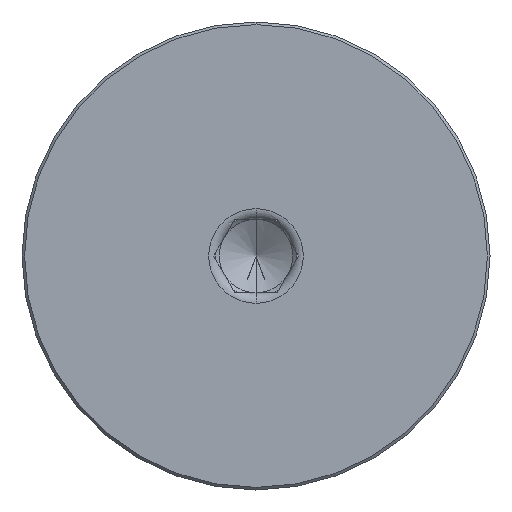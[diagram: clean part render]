
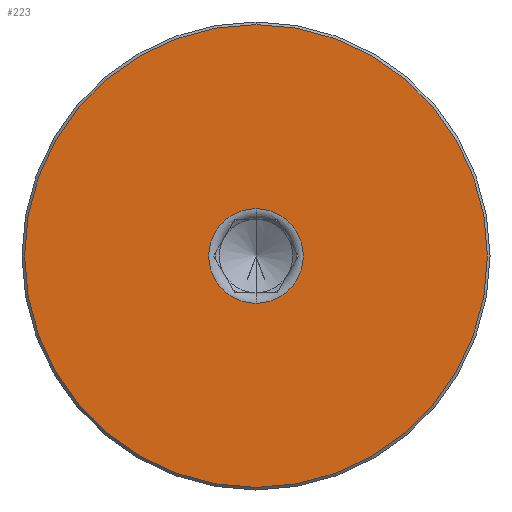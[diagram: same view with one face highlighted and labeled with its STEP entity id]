
A CAD part, left-side view. The second image highlights one B-rep face of the part: STEP entity #223.
In plain terms, the highlighted planar face has unit normal (-1, 0, 0).
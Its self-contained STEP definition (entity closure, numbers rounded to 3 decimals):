
#1 = DIRECTION ( 'NONE',  ( 1., 0., 0. ) ) ;
#7 = CARTESIAN_POINT ( 'NONE',  ( 0., 0., -44.05 ) ) ;
#8 = EDGE_LOOP ( 'NONE', ( #1204, #954 ) ) ;
#19 = ORIENTED_EDGE ( 'NONE', *, *, #43, .T. ) ;
#20 = VERTEX_POINT ( 'NONE', #656 ) ;
#43 = EDGE_CURVE ( 'NONE', #1098, #901, #873, .T. ) ;
#100 = PLANE ( 'NONE',  #1155 ) ;
#169 = DIRECTION ( 'NONE',  ( 1., 0., 0. ) ) ;
#183 = AXIS2_PLACEMENT_3D ( 'NONE', #311, #1019, #421 ) ;
#210 = CIRCLE ( 'NONE', #380, 44.05 ) ;
#223 = ADVANCED_FACE ( 'NONE', ( #538, #294 ), #100, .F. ) ;
#232 = CIRCLE ( 'NONE', #183, 44.05 ) ;
#251 = VERTEX_POINT ( 'NONE', #7 ) ;
#261 = CARTESIAN_POINT ( 'NONE',  ( 0., 0., 0. ) ) ;
#272 = AXIS2_PLACEMENT_3D ( 'NONE', #261, #969, #361 ) ;
#294 = FACE_BOUND ( 'NONE', #557, .T. ) ;
#311 = CARTESIAN_POINT ( 'NONE',  ( 0., 0., 0. ) ) ;
#316 = EDGE_CURVE ( 'NONE', #20, #251, #232, .T. ) ;
#320 = CARTESIAN_POINT ( 'NONE',  ( 0., 0., 0. ) ) ;
#328 = CIRCLE ( 'NONE', #1180, 9. ) ;
#361 = DIRECTION ( 'NONE',  ( 0., 0., -1. ) ) ;
#380 = AXIS2_PLACEMENT_3D ( 'NONE', #320, #1027, #433 ) ;
#421 = DIRECTION ( 'NONE',  ( 0., 0., -1. ) ) ;
#433 = DIRECTION ( 'NONE',  ( 0., 0., -1. ) ) ;
#481 = CARTESIAN_POINT ( 'NONE',  ( 0., 0., -9. ) ) ;
#511 = ORIENTED_EDGE ( 'NONE', *, *, #851, .T. ) ;
#538 = FACE_OUTER_BOUND ( 'NONE', #8, .T. ) ;
#557 = EDGE_LOOP ( 'NONE', ( #511, #19 ) ) ;
#656 = CARTESIAN_POINT ( 'NONE',  ( 0., 0., 44.05 ) ) ;
#703 = DIRECTION ( 'NONE',  ( 0., 0., -1. ) ) ;
#775 = CARTESIAN_POINT ( 'NONE',  ( 0., 0., 0. ) ) ;
#851 = EDGE_CURVE ( 'NONE', #901, #1098, #328, .T. ) ;
#873 = CIRCLE ( 'NONE', #272, 9. ) ;
#878 = DIRECTION ( 'NONE',  ( 0., 0., -1. ) ) ;
#901 = VERTEX_POINT ( 'NONE', #481 ) ;
#954 = ORIENTED_EDGE ( 'NONE', *, *, #316, .T. ) ;
#969 = DIRECTION ( 'NONE',  ( 1., 0., 0. ) ) ;
#1007 = CARTESIAN_POINT ( 'NONE',  ( 0., 0., 9. ) ) ;
#1019 = DIRECTION ( 'NONE',  ( -1., 0., 0. ) ) ;
#1027 = DIRECTION ( 'NONE',  ( -1., 0., 0. ) ) ;
#1098 = VERTEX_POINT ( 'NONE', #1007 ) ;
#1155 = AXIS2_PLACEMENT_3D ( 'NONE', #1211, #1, #703 ) ;
#1180 = AXIS2_PLACEMENT_3D ( 'NONE', #775, #169, #878 ) ;
#1204 = ORIENTED_EDGE ( 'NONE', *, *, #1207, .T. ) ;
#1207 = EDGE_CURVE ( 'NONE', #251, #20, #210, .T. ) ;
#1211 = CARTESIAN_POINT ( 'NONE',  ( 0., 0., 0. ) ) ;
